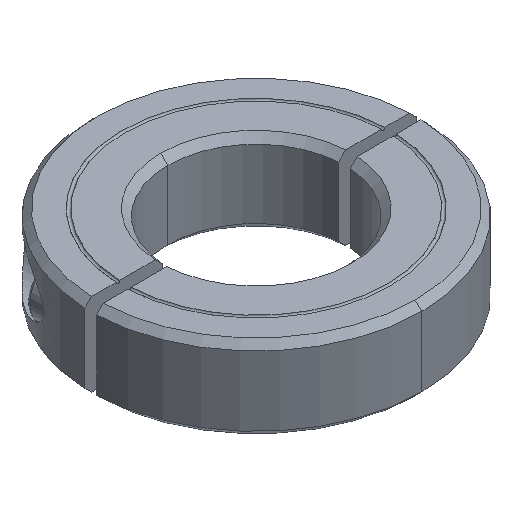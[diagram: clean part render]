
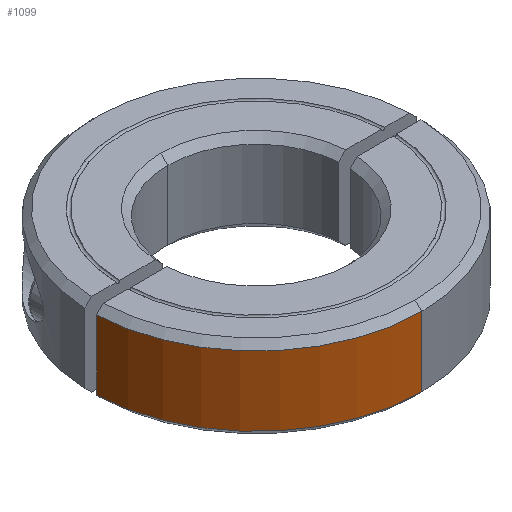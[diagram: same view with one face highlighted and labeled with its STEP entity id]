
A CAD part, isometric view. The second image highlights one B-rep face of the part: STEP entity #1099.
In plain terms, the highlighted cylindrical face has radius 30 mm (diameter 60 mm), a partial arc.
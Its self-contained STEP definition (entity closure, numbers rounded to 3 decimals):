
#673=VERTEX_POINT('',#1797);
#699=EDGE_CURVE('',#903,#673,#1826,.T.);
#893=EDGE_CURVE('',#673,#1483,#2038,.T.);
#903=VERTEX_POINT('',#2049);
#1095=VERTEX_POINT('',#2263);
#1099=ADVANCED_FACE('',(#2267),#2268,.T.);
#1225=EDGE_CURVE('',#903,#1095,#2413,.T.);
#1403=EDGE_CURVE('',#1483,#1095,#2611,.T.);
#1483=VERTEX_POINT('',#2700);
#1797=CARTESIAN_POINT('',(-29.982,-1.05,1.2));
#1826=LINE('',#3138,#3139);
#2038=CIRCLE('',#3531,30.0);
#2049=CARTESIAN_POINT('',(-29.982,-1.05,13.8));
#2263=CARTESIAN_POINT('',(0.,-30.0,13.8));
#2267=FACE_OUTER_BOUND('',#3849,.T.);
#2268=CYLINDRICAL_SURFACE('',#3850,30.0);
#2413=CIRCLE('',#4075,30.0);
#2611=LINE('',#4435,#4436);
#2700=CARTESIAN_POINT('',(0.,-30.0,1.2));
#3138=CARTESIAN_POINT('',(-29.982,-1.05,7.5));
#3139=VECTOR('',#5126,1.0);
#3531=AXIS2_PLACEMENT_3D('',#5350,#5351,#5352);
#3849=EDGE_LOOP('',(#5621,#5622,#5623,#5624));
#3850=AXIS2_PLACEMENT_3D('',#5625,#5626,#5627);
#4075=AXIS2_PLACEMENT_3D('',#5817,#5818,#5819);
#4435=CARTESIAN_POINT('',(0.,-30.0,7.5));
#4436=VECTOR('',#6070,1.0);
#5126=DIRECTION('',(0.,0.,-1.0));
#5350=CARTESIAN_POINT('',(0.,0.,1.2));
#5351=DIRECTION('',(0.,0.,1.0));
#5352=DIRECTION('',(0.0,-1.0,0.));
#5621=ORIENTED_EDGE('',*,*,#1403,.T.);
#5622=ORIENTED_EDGE('',*,*,#1225,.F.);
#5623=ORIENTED_EDGE('',*,*,#699,.T.);
#5624=ORIENTED_EDGE('',*,*,#893,.T.);
#5625=CARTESIAN_POINT('',(0.,0.,7.5));
#5626=DIRECTION('',(0.,0.,-1.0));
#5627=DIRECTION('',(0.0,-1.0,0.));
#5817=CARTESIAN_POINT('',(0.,0.,13.8));
#5818=DIRECTION('',(0.,0.,1.0));
#5819=DIRECTION('',(0.0,-1.0,0.));
#6070=DIRECTION('',(0.,0.,1.0));
